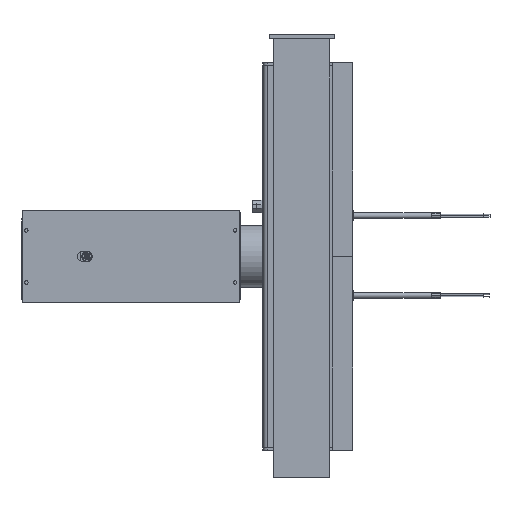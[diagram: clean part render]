
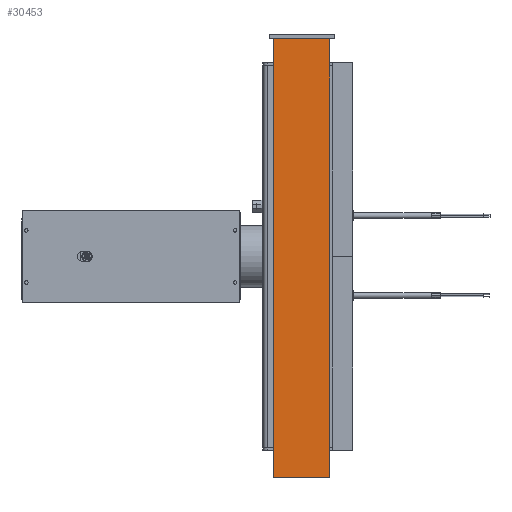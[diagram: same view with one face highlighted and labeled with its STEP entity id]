
A CAD part, left-side view. The second image highlights one B-rep face of the part: STEP entity #30453.
In plain terms, the highlighted planar face has unit normal (-1, 0, 0).
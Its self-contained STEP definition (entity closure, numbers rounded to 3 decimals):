
#5596=FACE_OUTER_BOUND('',#7643,.T.);
#7643=EDGE_LOOP('',(#27408,#27409,#27410,#27411));
#9860=LINE('',#60715,#12150);
#9894=LINE('',#60806,#12184);
#9895=LINE('',#60809,#12185);
#9896=LINE('',#60810,#12186);
#12150=VECTOR('',#41960,10.);
#12184=VECTOR('',#42050,10.);
#12185=VECTOR('',#42053,10.);
#12186=VECTOR('',#42054,10.);
#14959=VERTEX_POINT('',#60712);
#14960=VERTEX_POINT('',#60714);
#14989=VERTEX_POINT('',#60804);
#14990=VERTEX_POINT('',#60808);
#19116=EDGE_CURVE('',#14959,#14960,#9860,.T.);
#19162=EDGE_CURVE('',#14959,#14989,#9894,.T.);
#19163=EDGE_CURVE('',#14990,#14989,#9895,.T.);
#19164=EDGE_CURVE('',#14960,#14990,#9896,.T.);
#27408=ORIENTED_EDGE('',*,*,#19162,.T.);
#27409=ORIENTED_EDGE('',*,*,#19163,.F.);
#27410=ORIENTED_EDGE('',*,*,#19164,.F.);
#27411=ORIENTED_EDGE('',*,*,#19116,.F.);
#28805=PLANE('',#33810);
#30453=ADVANCED_FACE('',(#5596),#28805,.T.);
#33810=AXIS2_PLACEMENT_3D('',#60807,#42051,#42052);
#41960=DIRECTION('',(0.,-1.,0.));
#42050=DIRECTION('',(0.,0.,-1.));
#42051=DIRECTION('center_axis',(-1.,0.,0.));
#42052=DIRECTION('ref_axis',(0.,1.,0.));
#42053=DIRECTION('',(0.,1.,0.));
#42054=DIRECTION('',(0.,0.,-1.));
#60712=CARTESIAN_POINT('',(-79.915,1.714,69.815));
#60714=CARTESIAN_POINT('',(-79.915,-63.286,69.815));
#60715=CARTESIAN_POINT('',(-79.915,-14.536,69.815));
#60804=CARTESIAN_POINT('',(-79.915,1.714,-434.185));
#60806=CARTESIAN_POINT('',(-79.915,1.714,-429.185));
#60807=CARTESIAN_POINT('Origin',(-79.915,-63.286,-429.185));
#60808=CARTESIAN_POINT('',(-79.915,-63.286,-434.185));
#60809=CARTESIAN_POINT('',(-79.915,1.714,-434.185));
#60810=CARTESIAN_POINT('',(-79.915,-63.286,-429.185));
